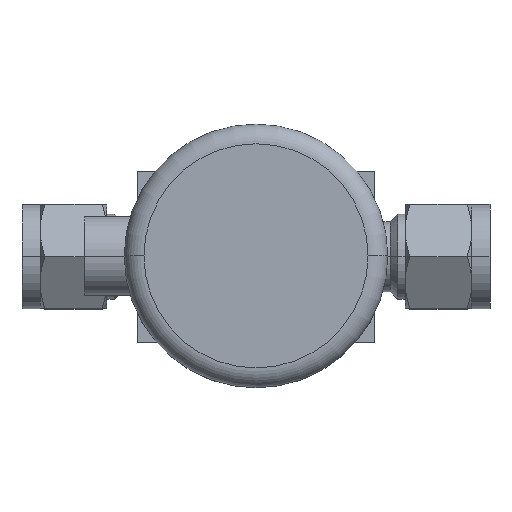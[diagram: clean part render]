
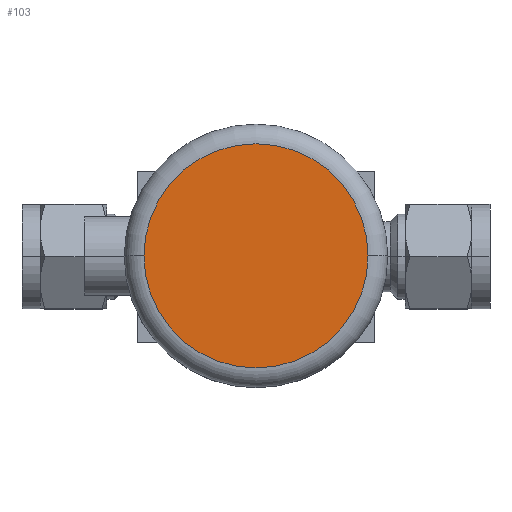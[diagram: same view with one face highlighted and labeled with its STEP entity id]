
A CAD part, top view. The second image highlights one B-rep face of the part: STEP entity #103.
In plain terms, the highlighted planar face has unit normal (0, 0, 1).
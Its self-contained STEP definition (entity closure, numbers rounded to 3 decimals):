
#83=CARTESIAN_POINT('POINT7',(-18.796,0.,
   82.804));
#84=VERTEX_POINT('VERTEX7',#83);
#85=CARTESIAN_POINT('POINT8',(18.796,0.,82.804));
#86=VERTEX_POINT('VERTEX8',#85);
#87=CARTESIAN_POINT('POS9',(0.,0.,82.804));
#88=DIRECTION('DIR15',(0.,0.,-1.));
#89=DIRECTION('DIR16',(-1.,0.,0.));
#90=AXIS2_PLACEMENT_3D('AXIS7',#87,#88,#89);
#91=CIRCLE('ELLIPSE4',#90,18.796);
#92=EDGE_CURVE('EDGE9',#84,#86,#91,.T.);
#93=ORIENTED_EDGE('COEDGE13',*,*,#92,.F.);
#94=EDGE_CURVE('EDGE10',#86,#84,#91,.T.);
#95=ORIENTED_EDGE('COEDGE14',*,*,#94,.F.);
#96=EDGE_LOOP('NONE',(#93,#95));
#97=FACE_BOUND('LOOP1',#96,.T.);
#98=CARTESIAN_POINT('POS10',(-9.398,0.,
   82.804));
#99=DIRECTION('DIR17',(0.,0.,1.));
#100=DIRECTION('DIR18',(1.,0.,0.));
#101=AXIS2_PLACEMENT_3D('AXIS8',#98,#99,#100);
#102=PLANE('PLANE3',#101);
#103=ADVANCED_FACE('FACE5',(#97),#102,.T.);
